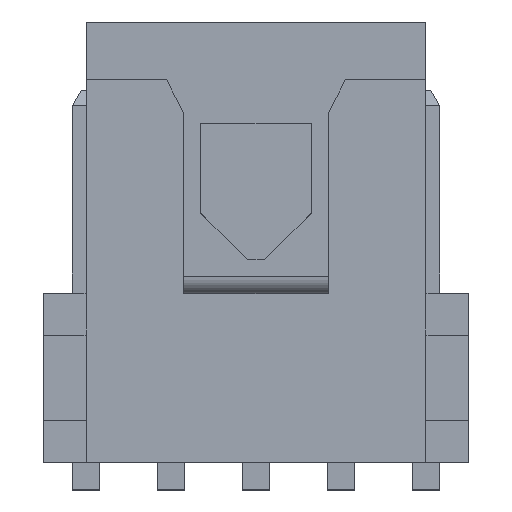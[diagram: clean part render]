
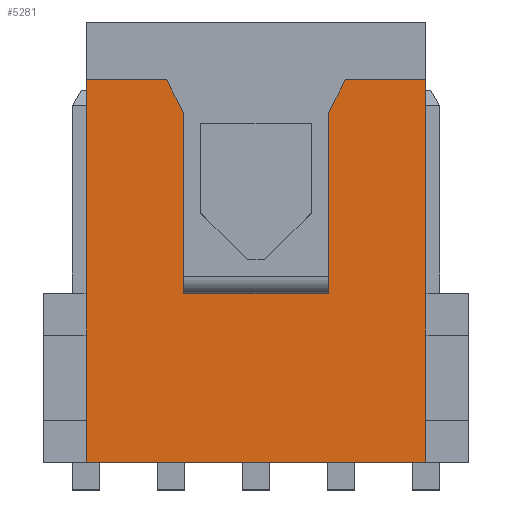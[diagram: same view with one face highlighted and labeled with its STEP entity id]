
A CAD part, top view. The second image highlights one B-rep face of the part: STEP entity #5281.
In plain terms, the highlighted planar face has unit normal (0, 0, 1).
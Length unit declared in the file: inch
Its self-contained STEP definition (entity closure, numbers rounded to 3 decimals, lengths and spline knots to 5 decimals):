
#90=ORIENTED_EDGE('',*,*,#1642,.T.);
#91=ORIENTED_EDGE('',*,*,#1643,.T.);
#92=ORIENTED_EDGE('',*,*,#1644,.T.);
#93=ORIENTED_EDGE('',*,*,#1645,.T.);
#94=ORIENTED_EDGE('',*,*,#1646,.F.);
#95=ORIENTED_EDGE('',*,*,#1647,.F.);
#96=ORIENTED_EDGE('',*,*,#1648,.T.);
#97=ORIENTED_EDGE('',*,*,#1649,.T.);
#98=ORIENTED_EDGE('',*,*,#1650,.T.);
#99=ORIENTED_EDGE('',*,*,#1651,.T.);
#1642=EDGE_CURVE('',#2418,#2419,#2918,.T.);
#1643=EDGE_CURVE('',#2419,#2420,#2919,.T.);
#1644=EDGE_CURVE('',#2420,#2421,#2920,.T.);
#1645=EDGE_CURVE('',#2421,#2422,#2921,.T.);
#1646=EDGE_CURVE('',#2423,#2422,#2922,.T.);
#1647=EDGE_CURVE('',#2424,#2423,#2923,.T.);
#1648=EDGE_CURVE('',#2424,#2425,#2924,.T.);
#1649=EDGE_CURVE('',#2425,#2426,#2925,.T.);
#1650=EDGE_CURVE('',#2426,#2427,#2926,.T.);
#1651=EDGE_CURVE('',#2427,#2418,#2927,.T.);
#2418=VERTEX_POINT('',#7336);
#2419=VERTEX_POINT('',#7337);
#2420=VERTEX_POINT('',#7339);
#2421=VERTEX_POINT('',#7341);
#2422=VERTEX_POINT('',#7343);
#2423=VERTEX_POINT('',#7345);
#2424=VERTEX_POINT('',#7347);
#2425=VERTEX_POINT('',#7349);
#2426=VERTEX_POINT('',#7351);
#2427=VERTEX_POINT('',#7353);
#2918=LINE('',#7335,#3662);
#2919=LINE('',#7338,#3663);
#2920=LINE('',#7340,#3664);
#2921=LINE('',#7342,#3665);
#2922=LINE('',#7344,#3666);
#2923=LINE('',#7346,#3667);
#2924=LINE('',#7348,#3668);
#2925=LINE('',#7350,#3669);
#2926=LINE('',#7352,#3670);
#2927=LINE('',#7354,#3671);
#3662=VECTOR('',#5945,39.37008);
#3663=VECTOR('',#5946,39.37008);
#3664=VECTOR('',#5947,39.37008);
#3665=VECTOR('',#5948,39.37008);
#3666=VECTOR('',#5949,39.37008);
#3667=VECTOR('',#5950,39.37008);
#3668=VECTOR('',#5951,39.37008);
#3669=VECTOR('',#5952,39.37008);
#3670=VECTOR('',#5953,39.37008);
#3671=VECTOR('',#5954,39.37008);
#4406=EDGE_LOOP('',(#90,#91,#92,#93,#94,#95,#96,#97,#98,#99));
#4708=FACE_BOUND('',#4406,.T.);
#5010=PLANE('',#5618);
#5281=ADVANCED_FACE('',(#4708),#5010,.T.);
#5618=AXIS2_PLACEMENT_3D('',#7334,#5943,#5944);
#5943=DIRECTION('',(0.,0.,1.));
#5944=DIRECTION('',(1.,0.,0.));
#5945=DIRECTION('',(0.,1.,0.));
#5946=DIRECTION('',(-0.447,0.894,0.));
#5947=DIRECTION('',(-1.,0.,0.));
#5948=DIRECTION('',(0.,-1.,0.));
#5949=DIRECTION('',(-1.,0.,0.));
#5950=DIRECTION('',(0.,-1.,0.));
#5951=DIRECTION('',(-1.,0.,0.));
#5952=DIRECTION('',(-0.447,-0.894,0.));
#5953=DIRECTION('',(0.,-1.,0.));
#5954=DIRECTION('',(-1.,0.,0.));
#7334=CARTESIAN_POINT('',(0.1,0.005,0.1));
#7335=CARTESIAN_POINT('',(-0.0425,0.005,0.1));
#7336=CARTESIAN_POINT('',(-0.0425,0.099,0.1));
#7337=CARTESIAN_POINT('',(-0.0425,0.205,0.1));
#7338=CARTESIAN_POINT('',(0.066,-0.012,0.1));
#7339=CARTESIAN_POINT('',(-0.0525,0.225,0.1));
#7340=CARTESIAN_POINT('',(0.1,0.225,0.1));
#7341=CARTESIAN_POINT('',(-0.1,0.225,0.1));
#7342=CARTESIAN_POINT('',(-0.1,0.005,0.1));
#7343=CARTESIAN_POINT('',(-0.1,0.,0.1));
#7344=CARTESIAN_POINT('',(0.1,0.,0.1));
#7345=CARTESIAN_POINT('',(0.1,0.,0.1));
#7346=CARTESIAN_POINT('',(0.1,0.005,0.1));
#7347=CARTESIAN_POINT('',(0.1,0.225,0.1));
#7348=CARTESIAN_POINT('',(0.1,0.225,0.1));
#7349=CARTESIAN_POINT('',(0.0525,0.225,0.1));
#7350=CARTESIAN_POINT('',(-0.026,0.068,0.1));
#7351=CARTESIAN_POINT('',(0.0425,0.205,0.1));
#7352=CARTESIAN_POINT('',(0.0425,0.005,0.1));
#7353=CARTESIAN_POINT('',(0.0425,0.099,0.1));
#7354=CARTESIAN_POINT('',(0.1,0.099,0.1));
